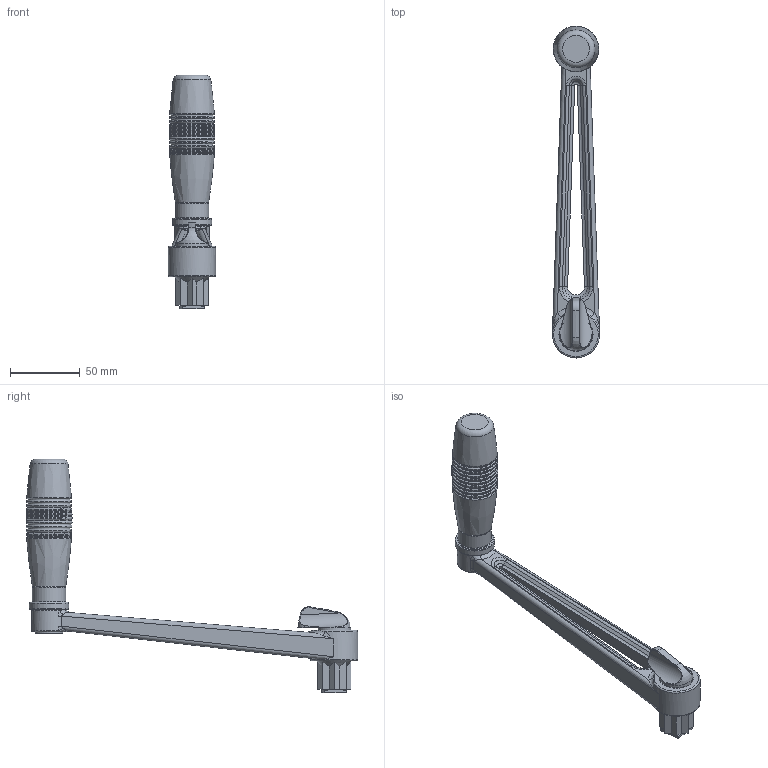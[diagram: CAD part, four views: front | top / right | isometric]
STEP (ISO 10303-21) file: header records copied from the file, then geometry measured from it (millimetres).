
FILE_DESCRIPTION(/* description */ (''),/* implementation_level */ '2;1');
FILE_NAME(/* name */ '2011.stp',/* time_stamp */ '2021-03-23T12:26:59+01:00',/* author */ ('lucade'),/* organization */ (''),/* preprocessor_version */ 'ST-DEVELOPER v18.1',/* originating_system */ 'Autodesk Inventor 2021',/* authorisation */ '');
FILE_SCHEMA (('AUTOMOTIVE_DESIGN { 1 0 10303 214 3 1 1 }'));
Length unit declared in the file: millimetre
Products named in the file (1): 21032315
Bounding box: 34 x 238.5 x 168.16 mm (x, y, z)
Volume: 149924.7 mm3; surface area: 59529.2 mm2
Topology: 2 solids, 2 shells, 262 faces, 615 edges, 385 vertices
Faces by surface type: plane 95, cylinder 56, bspline 51, torus 46, cone 11, sphere 3
Full cylindrical faces by diameter (mm): 1.2 x5, 6.5 x3, 8.5 x1, 10 x1, 11 x1, 16 x2, 16.5 x1, 20 x1, 21 x1, 21.5 x1, 23.5 x1, 24 x1, 24.5 x1, 28.4 x1, 34 x1
Entity records: 9591 total; most frequent: CARTESIAN_POINT 3674, DIRECTION 1256, ORIENTED_EDGE 1214, EDGE_CURVE 607, AXIS2_PLACEMENT_3D 547, VERTEX_POINT 383, CIRCLE 324, EDGE_LOOP 308
